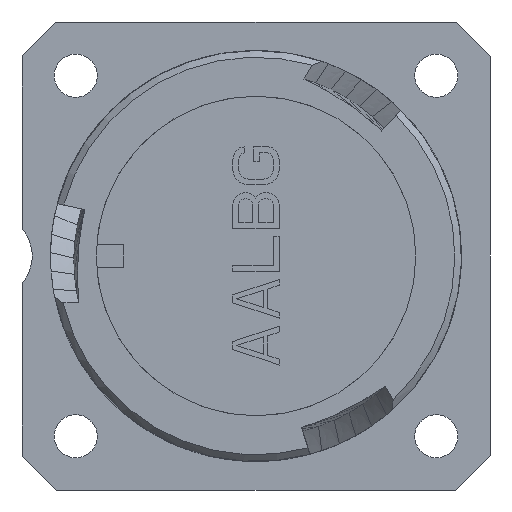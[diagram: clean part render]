
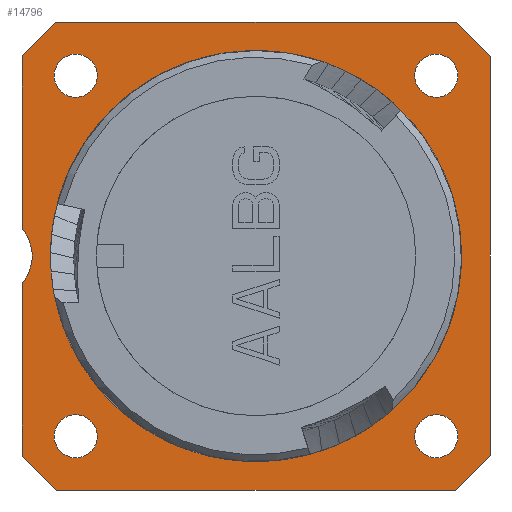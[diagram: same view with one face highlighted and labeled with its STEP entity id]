
A CAD part, left-side view. The second image highlights one B-rep face of the part: STEP entity #14796.
In plain terms, the highlighted planar face has unit normal (-1, 0, 0).
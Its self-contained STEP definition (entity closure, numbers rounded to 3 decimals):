
#599=CARTESIAN_POINT('',(19.,0.,0.));
#600=DIRECTION('',(1.,0.,0.));
#601=DIRECTION('',(0.,1.,0.));
#602=AXIS2_PLACEMENT_3D('',#599,#600,#601);
#1581=CARTESIAN_POINT('',(19.,0.,0.));
#1582=DIRECTION('',(-1.,0.,0.));
#1583=DIRECTION('',(0.,1.,0.));
#1584=AXIS2_PLACEMENT_3D('',#1581,#1582,#1583);
#2880=CARTESIAN_POINT('',(19.,19.945,0.));
#2881=DIRECTION('',(-1.,0.,0.));
#2882=DIRECTION('',(0.,-0.761,-0.649));
#2883=AXIS2_PLACEMENT_3D('',#2880,#2881,#2882);
#2885=DIRECTION('',(0.,0.,1.));
#2886=VECTOR('',#2885,12.848);
#2887=CARTESIAN_POINT('',(19.,17.525,2.063));
#2888=LINE('922',#2887,#2886);
#2889=CARTESIAN_POINT('',(19.,0.,0.));
#2890=DIRECTION('',(1.,0.,0.));
#2891=DIRECTION('',(0.,0.762,0.648));
#2892=AXIS2_PLACEMENT_3D('',#2889,#2890,#2891);
#2894=DIRECTION('',(0.,-1.,0.));
#2895=VECTOR('',#2894,29.822);
#2896=CARTESIAN_POINT('',(19.,14.911,17.525));
#2897=LINE('751',#2896,#2895);
#2898=CARTESIAN_POINT('',(19.,0.,0.));
#2899=DIRECTION('',(1.,0.,0.));
#2900=DIRECTION('',(0.,-0.648,0.762));
#2901=AXIS2_PLACEMENT_3D('',#2898,#2899,#2900);
#2903=DIRECTION('',(0.,0.,-1.));
#2904=VECTOR('',#2903,29.822);
#2905=CARTESIAN_POINT('',(19.,-17.525,14.911));
#2906=LINE('750',#2905,#2904);
#2907=CARTESIAN_POINT('',(19.,0.,0.));
#2908=DIRECTION('',(-1.,0.,0.));
#2909=DIRECTION('',(0.,-0.648,-0.762));
#2910=AXIS2_PLACEMENT_3D('',#2907,#2908,#2909);
#2912=DIRECTION('',(0.,1.,0.));
#2913=VECTOR('',#2912,29.822);
#2914=CARTESIAN_POINT('',(19.,-14.911,-17.525));
#2915=LINE('749',#2914,#2913);
#2916=CARTESIAN_POINT('',(19.,0.,0.));
#2917=DIRECTION('',(-1.,0.,0.));
#2918=DIRECTION('',(0.,0.762,-0.648));
#2919=AXIS2_PLACEMENT_3D('',#2916,#2917,#2918);
#2921=DIRECTION('',(0.,0.,1.));
#2922=VECTOR('',#2921,12.848);
#2923=CARTESIAN_POINT('',(19.,17.525,-14.911));
#2924=LINE('921',#2923,#2922);
#2925=CARTESIAN_POINT('',(19.,13.5,-13.5));
#2926=DIRECTION('',(1.,0.,0.));
#2927=DIRECTION('',(0.,0.,-1.));
#2928=AXIS2_PLACEMENT_3D('',#2925,#2926,#2927);
#2930=CARTESIAN_POINT('',(19.,13.5,-13.5));
#2931=DIRECTION('',(1.,0.,0.));
#2932=DIRECTION('',(0.,0.,1.));
#2933=AXIS2_PLACEMENT_3D('',#2930,#2931,#2932);
#2935=CARTESIAN_POINT('',(19.,13.5,13.5));
#2936=DIRECTION('',(1.,0.,0.));
#2937=DIRECTION('',(0.,0.,-1.));
#2938=AXIS2_PLACEMENT_3D('',#2935,#2936,#2937);
#2940=CARTESIAN_POINT('',(19.,13.5,13.5));
#2941=DIRECTION('',(1.,0.,0.));
#2942=DIRECTION('',(0.,0.,1.));
#2943=AXIS2_PLACEMENT_3D('',#2940,#2941,#2942);
#2945=CARTESIAN_POINT('',(19.,-13.5,13.5));
#2946=DIRECTION('',(1.,0.,0.));
#2947=DIRECTION('',(0.,0.,-1.));
#2948=AXIS2_PLACEMENT_3D('',#2945,#2946,#2947);
#2950=CARTESIAN_POINT('',(19.,-13.5,13.5));
#2951=DIRECTION('',(1.,0.,0.));
#2952=DIRECTION('',(0.,0.,1.));
#2953=AXIS2_PLACEMENT_3D('',#2950,#2951,#2952);
#2955=CARTESIAN_POINT('',(19.,-13.5,-13.5));
#2956=DIRECTION('',(1.,0.,0.));
#2957=DIRECTION('',(0.,0.,-1.));
#2958=AXIS2_PLACEMENT_3D('',#2955,#2956,#2957);
#2960=CARTESIAN_POINT('',(19.,-13.5,-13.5));
#2961=DIRECTION('',(1.,0.,0.));
#2962=DIRECTION('',(0.,0.,1.));
#2963=AXIS2_PLACEMENT_3D('',#2960,#2961,#2962);
#5968=CARTESIAN_POINT('',(19.,15.39,0.));
#5969=CARTESIAN_POINT('',(19.,-15.39,0.));
#5970=VERTEX_POINT('',#5968);
#5971=VERTEX_POINT('',#5969);
#5984=CARTESIAN_POINT('',(19.,-14.911,-17.525));
#5985=CARTESIAN_POINT('',(19.,14.911,-17.525));
#5986=VERTEX_POINT('',#5984);
#5987=VERTEX_POINT('',#5985);
#5988=CARTESIAN_POINT('',(19.,-17.525,14.911));
#5989=CARTESIAN_POINT('',(19.,-17.525,-14.911));
#5990=VERTEX_POINT('',#5988);
#5991=VERTEX_POINT('',#5989);
#5992=CARTESIAN_POINT('',(19.,14.911,17.525));
#5993=CARTESIAN_POINT('',(19.,-14.911,17.525));
#5994=VERTEX_POINT('',#5992);
#5995=VERTEX_POINT('',#5993);
#6119=CARTESIAN_POINT('',(19.,13.5,-15.115));
#6120=CARTESIAN_POINT('',(19.,13.5,-11.885));
#6121=VERTEX_POINT('',#6119);
#6122=VERTEX_POINT('',#6120);
#6123=CARTESIAN_POINT('',(19.,13.5,11.885));
#6124=CARTESIAN_POINT('',(19.,13.5,15.115));
#6125=VERTEX_POINT('',#6123);
#6126=VERTEX_POINT('',#6124);
#6127=CARTESIAN_POINT('',(19.,-13.5,11.885));
#6128=CARTESIAN_POINT('',(19.,-13.5,15.115));
#6129=VERTEX_POINT('',#6127);
#6130=VERTEX_POINT('',#6128);
#6131=CARTESIAN_POINT('',(19.,-13.5,-15.115));
#6132=CARTESIAN_POINT('',(19.,-13.5,-11.885));
#6133=VERTEX_POINT('',#6131);
#6134=VERTEX_POINT('',#6132);
#6135=CARTESIAN_POINT('',(19.,17.525,14.911));
#6137=VERTEX_POINT('',#6135);
#6139=CARTESIAN_POINT('',(19.,17.525,-14.911));
#6141=VERTEX_POINT('',#6139);
#6167=CARTESIAN_POINT('',(19.,17.525,-2.063));
#6168=CARTESIAN_POINT('',(19.,17.525,2.063));
#6169=VERTEX_POINT('',#6167);
#6170=VERTEX_POINT('',#6168);
#14741=CARTESIAN_POINT('',(19.,0.,0.));
#14742=DIRECTION('',(1.,0.,0.));
#14743=DIRECTION('',(0.,-1.,0.));
#14744=AXIS2_PLACEMENT_3D('',#14741,#14742,#14743);
#14745=PLANE('250',#14744);
#14747=ORIENTED_EDGE('916',*,*,#14746,.T.);
#14749=ORIENTED_EDGE('922',*,*,#14748,.T.);
#14751=ORIENTED_EDGE('898',*,*,#14750,.T.);
#14753=ORIENTED_EDGE('751',*,*,#14752,.T.);
#14755=ORIENTED_EDGE('899',*,*,#14754,.T.);
#14757=ORIENTED_EDGE('750',*,*,#14756,.T.);
#14759=ORIENTED_EDGE('903',*,*,#14758,.F.);
#14761=ORIENTED_EDGE('749',*,*,#14760,.T.);
#14763=ORIENTED_EDGE('902',*,*,#14762,.F.);
#14765=ORIENTED_EDGE('921',*,*,#14764,.T.);
#14766=EDGE_LOOP('250',(#14747,#14749,#14751,#14753,#14755,#14757,#14759,#14761,
#14763,#14765));
#14767=FACE_OUTER_BOUND('250',#14766,.F.);
#14768=ORIENTED_EDGE('745',*,*,#10941,.T.);
#14769=ORIENTED_EDGE('744',*,*,#8020,.F.);
#14770=EDGE_LOOP('250',(#14768,#14769));
#14771=FACE_BOUND('250',#14770,.F.);
#14773=ORIENTED_EDGE('872',*,*,#14772,.F.);
#14775=ORIENTED_EDGE('873',*,*,#14774,.F.);
#14776=EDGE_LOOP('250',(#14773,#14775));
#14777=FACE_BOUND('250',#14776,.F.);
#14779=ORIENTED_EDGE('874',*,*,#14778,.F.);
#14781=ORIENTED_EDGE('875',*,*,#14780,.F.);
#14782=EDGE_LOOP('250',(#14779,#14781));
#14783=FACE_BOUND('250',#14782,.F.);
#14785=ORIENTED_EDGE('876',*,*,#14784,.F.);
#14787=ORIENTED_EDGE('877',*,*,#14786,.F.);
#14788=EDGE_LOOP('250',(#14785,#14787));
#14789=FACE_BOUND('250',#14788,.F.);
#14791=ORIENTED_EDGE('878',*,*,#14790,.F.);
#14793=ORIENTED_EDGE('879',*,*,#14792,.F.);
#14794=EDGE_LOOP('250',(#14791,#14793));
#14795=FACE_BOUND('250',#14794,.F.);
#603=CIRCLE('744',#602,15.39);
#1585=CIRCLE('745',#1584,15.39);
#2884=CIRCLE('916',#2883,3.18);
#2893=CIRCLE('898',#2892,23.01);
#2902=CIRCLE('899',#2901,23.01);
#2911=CIRCLE('903',#2910,23.01);
#2920=CIRCLE('902',#2919,23.01);
#2929=CIRCLE('872',#2928,1.615);
#2934=CIRCLE('873',#2933,1.615);
#2939=CIRCLE('874',#2938,1.615);
#2944=CIRCLE('875',#2943,1.615);
#2949=CIRCLE('876',#2948,1.615);
#2954=CIRCLE('877',#2953,1.615);
#2959=CIRCLE('878',#2958,1.615);
#2964=CIRCLE('879',#2963,1.615);
#8020=EDGE_CURVE('744',#5970,#5971,#603,.T.);
#10941=EDGE_CURVE('745',#5970,#5971,#1585,.T.);
#14746=EDGE_CURVE('916',#6169,#6170,#2884,.T.);
#14748=EDGE_CURVE('922',#6170,#6137,#2888,.T.);
#14750=EDGE_CURVE('898',#6137,#5994,#2893,.T.);
#14752=EDGE_CURVE('751',#5994,#5995,#2897,.T.);
#14754=EDGE_CURVE('899',#5995,#5990,#2902,.T.);
#14756=EDGE_CURVE('750',#5990,#5991,#2906,.T.);
#14758=EDGE_CURVE('903',#5986,#5991,#2911,.T.);
#14760=EDGE_CURVE('749',#5986,#5987,#2915,.T.);
#14762=EDGE_CURVE('902',#6141,#5987,#2920,.T.);
#14764=EDGE_CURVE('921',#6141,#6169,#2924,.T.);
#14772=EDGE_CURVE('872',#6121,#6122,#2929,.T.);
#14774=EDGE_CURVE('873',#6122,#6121,#2934,.T.);
#14778=EDGE_CURVE('874',#6125,#6126,#2939,.T.);
#14780=EDGE_CURVE('875',#6126,#6125,#2944,.T.);
#14784=EDGE_CURVE('876',#6129,#6130,#2949,.T.);
#14786=EDGE_CURVE('877',#6130,#6129,#2954,.T.);
#14790=EDGE_CURVE('878',#6133,#6134,#2959,.T.);
#14792=EDGE_CURVE('879',#6134,#6133,#2964,.T.);
#14796=ADVANCED_FACE('250',(#14767,#14771,#14777,#14783,#14789,#14795),#14745,
.F.);
